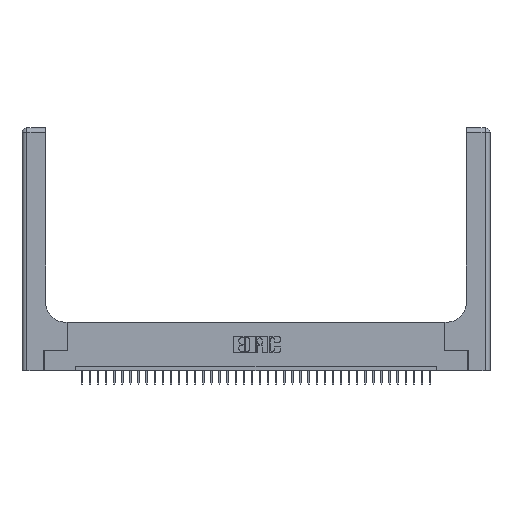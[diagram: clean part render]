
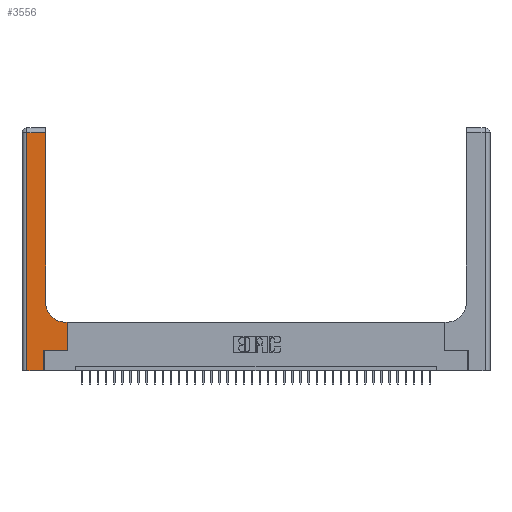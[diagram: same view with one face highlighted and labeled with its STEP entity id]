
A CAD part, top view. The second image highlights one B-rep face of the part: STEP entity #3556.
In plain terms, the highlighted planar face has unit normal (0, 0, 1).
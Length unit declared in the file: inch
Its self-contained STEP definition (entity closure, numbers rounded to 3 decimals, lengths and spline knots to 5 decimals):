
#134 = CARTESIAN_POINT ( 'NONE',  ( 0.5415, 0.6, 0.37 ) ) ;
#944 = VERTEX_POINT ( 'NONE', #11045 ) ;
#984 = CARTESIAN_POINT ( 'NONE',  ( 0.06, 3., 0.37 ) ) ;
#1381 = VECTOR ( 'NONE', #35787, 39.37008 ) ;
#1486 = ORIENTED_EDGE ( 'NONE', *, *, #24568, .T. ) ;
#2527 = EDGE_CURVE ( 'NONE', #944, #20057, #31754, .T. ) ;
#2649 = EDGE_CURVE ( 'NONE', #36190, #36820, #9190, .T. ) ;
#3445 = DIRECTION ( 'NONE',  ( -1., 0., 0. ) ) ;
#3556 = ADVANCED_FACE ( 'NONE', ( #9639 ), #28150, .F. ) ;
#3777 = CARTESIAN_POINT ( 'NONE',  ( 0.269, 0.25, 0.37 ) ) ;
#3942 = EDGE_LOOP ( 'NONE', ( #31640, #24290, #16543, #35507, #36638, #32468, #28540, #21838, #1486 ) ) ;
#4073 = DIRECTION ( 'NONE',  ( 0., -1., 0. ) ) ;
#4312 = VECTOR ( 'NONE', #22739, 39.37008 ) ;
#4552 = DIRECTION ( 'NONE',  ( 0., 0., -1. ) ) ;
#6081 = CARTESIAN_POINT ( 'NONE',  ( 0.269, 0.25, 0.37 ) ) ;
#6156 = LINE ( 'NONE', #19817, #4312 ) ;
#6346 = VECTOR ( 'NONE', #26583, 39.37008 ) ;
#8068 = AXIS2_PLACEMENT_3D ( 'NONE', #16870, #28324, #16997 ) ;
#9047 = CARTESIAN_POINT ( 'NONE',  ( 0., 2.94, 0.37 ) ) ;
#9190 = LINE ( 'NONE', #9047, #1381 ) ;
#9639 = FACE_OUTER_BOUND ( 'NONE', #3942, .T. ) ;
#10589 = EDGE_CURVE ( 'NONE', #36820, #944, #30855, .T. ) ;
#10846 = CARTESIAN_POINT ( 'NONE',  ( 0.5585, 0.25, 0.37 ) ) ;
#11045 = CARTESIAN_POINT ( 'NONE',  ( 0.06, 0., 0.37 ) ) ;
#11249 = EDGE_CURVE ( 'NONE', #20057, #34755, #28853, .T. ) ;
#13642 = CARTESIAN_POINT ( 'NONE',  ( 0., 3., 0.37 ) ) ;
#14588 = LINE ( 'NONE', #37936, #27004 ) ;
#15798 = CARTESIAN_POINT ( 'NONE',  ( 0.06, 2.94, 0.37 ) ) ;
#15947 = DIRECTION ( 'NONE',  ( -1., 0., 0. ) ) ;
#16313 = CARTESIAN_POINT ( 'NONE',  ( 0., 0., 0.37 ) ) ;
#16343 = CARTESIAN_POINT ( 'NONE',  ( 0.2915, 2.94, 0.37 ) ) ;
#16543 = ORIENTED_EDGE ( 'NONE', *, *, #10589, .T. ) ;
#16870 = CARTESIAN_POINT ( 'NONE',  ( 0.5415, 0.85, 0.37 ) ) ;
#16997 = DIRECTION ( 'NONE',  ( 1., 0., 0. ) ) ;
#19094 = VECTOR ( 'NONE', #32971, 39.37008 ) ;
#19817 = CARTESIAN_POINT ( 'NONE',  ( 0.5585, 0.25, 0.37 ) ) ;
#20057 = VERTEX_POINT ( 'NONE', #22879 ) ;
#20310 = EDGE_CURVE ( 'NONE', #34755, #21323, #26901, .T. ) ;
#21185 = VECTOR ( 'NONE', #4073, 39.37008 ) ;
#21323 = VERTEX_POINT ( 'NONE', #10846 ) ;
#21467 = CARTESIAN_POINT ( 'NONE',  ( 0.2915, 0.85, 0.37 ) ) ;
#21838 = ORIENTED_EDGE ( 'NONE', *, *, #34112, .T. ) ;
#22739 = DIRECTION ( 'NONE',  ( 0., 1., 0. ) ) ;
#22879 = CARTESIAN_POINT ( 'NONE',  ( 0.269, 0., 0.37 ) ) ;
#23646 = DIRECTION ( 'NONE',  ( 0., 1., 0. ) ) ;
#24290 = ORIENTED_EDGE ( 'NONE', *, *, #2649, .T. ) ;
#24392 = CARTESIAN_POINT ( 'NONE',  ( 0.5585, 0.6, 0.37 ) ) ;
#24568 = EDGE_CURVE ( 'NONE', #35282, #36742, #31832, .T. ) ;
#24802 = VECTOR ( 'NONE', #28886, 39.37008 ) ;
#25940 = LINE ( 'NONE', #30152, #31019 ) ;
#26583 = DIRECTION ( 'NONE',  ( 0., 1., 0. ) ) ;
#26901 = LINE ( 'NONE', #3777, #19094 ) ;
#27004 = VECTOR ( 'NONE', #23646, 39.37008 ) ;
#28150 = PLANE ( 'NONE',  #30673 ) ;
#28324 = DIRECTION ( 'NONE',  ( 0., 0., -1. ) ) ;
#28540 = ORIENTED_EDGE ( 'NONE', *, *, #28941, .T. ) ;
#28853 = LINE ( 'NONE', #35474, #6346 ) ;
#28886 = DIRECTION ( 'NONE',  ( 1., 0., 0. ) ) ;
#28941 = EDGE_CURVE ( 'NONE', #21323, #35437, #6156, .T. ) ;
#30152 = CARTESIAN_POINT ( 'NONE',  ( 0.2915, 0.6, 0.37 ) ) ;
#30673 = AXIS2_PLACEMENT_3D ( 'NONE', #13642, #4552, #15947 ) ;
#30855 = LINE ( 'NONE', #984, #21185 ) ;
#31019 = VECTOR ( 'NONE', #3445, 39.37008 ) ;
#31640 = ORIENTED_EDGE ( 'NONE', *, *, #31682, .T. ) ;
#31682 = EDGE_CURVE ( 'NONE', #36742, #36190, #14588, .T. ) ;
#31754 = LINE ( 'NONE', #16313, #24802 ) ;
#31832 = CIRCLE ( 'NONE', #8068, 0.25 ) ;
#32468 = ORIENTED_EDGE ( 'NONE', *, *, #20310, .T. ) ;
#32971 = DIRECTION ( 'NONE',  ( 1., 0., 0. ) ) ;
#34112 = EDGE_CURVE ( 'NONE', #35437, #35282, #25940, .T. ) ;
#34755 = VERTEX_POINT ( 'NONE', #6081 ) ;
#35282 = VERTEX_POINT ( 'NONE', #134 ) ;
#35437 = VERTEX_POINT ( 'NONE', #24392 ) ;
#35474 = CARTESIAN_POINT ( 'NONE',  ( 0.269, 0., 0.37 ) ) ;
#35507 = ORIENTED_EDGE ( 'NONE', *, *, #2527, .T. ) ;
#35787 = DIRECTION ( 'NONE',  ( -1., 0., 0. ) ) ;
#36190 = VERTEX_POINT ( 'NONE', #16343 ) ;
#36638 = ORIENTED_EDGE ( 'NONE', *, *, #11249, .T. ) ;
#36742 = VERTEX_POINT ( 'NONE', #21467 ) ;
#36820 = VERTEX_POINT ( 'NONE', #15798 ) ;
#37936 = CARTESIAN_POINT ( 'NONE',  ( 0.2915, 3., 0.37 ) ) ;
